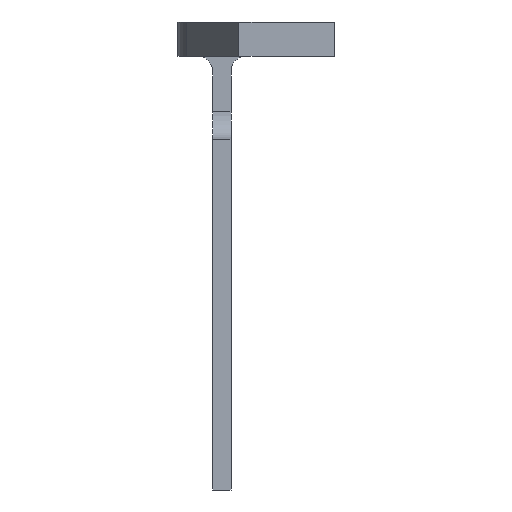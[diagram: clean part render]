
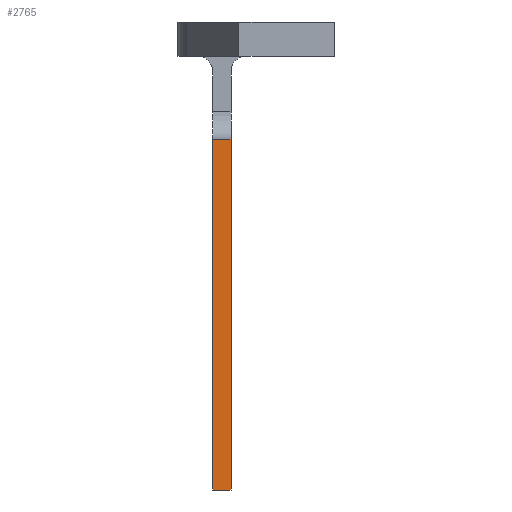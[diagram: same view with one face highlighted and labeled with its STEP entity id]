
A CAD part, left-side view. The second image highlights one B-rep face of the part: STEP entity #2765.
In plain terms, the highlighted planar face has unit normal (-1, 0, 0).
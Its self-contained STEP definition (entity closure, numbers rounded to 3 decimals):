
#1468 = PLANE('',#1469);
#1469 = AXIS2_PLACEMENT_3D('',#1470,#1471,#1472);
#1470 = CARTESIAN_POINT('',(-108.5,23.575,30.925));
#1471 = DIRECTION('',(0.,-1.,0.));
#1472 = DIRECTION('',(0.,0.,-1.));
#1630 = PLANE('',#1631);
#1631 = AXIS2_PLACEMENT_3D('',#1632,#1633,#1634);
#1632 = CARTESIAN_POINT('',(-108.5,24.925,30.925));
#1633 = DIRECTION('',(0.,-1.,0.));
#1634 = DIRECTION('',(0.,0.,-1.));
#2252 = VERTEX_POINT('',#2253);
#2253 = CARTESIAN_POINT('',(-158.5,23.575,25.948));
#2266 = PLANE('',#2267);
#2267 = AXIS2_PLACEMENT_3D('',#2268,#2269,#2270);
#2268 = CARTESIAN_POINT('',(-157.8,30.,25.948));
#2269 = DIRECTION('',(0.,0.,-1.));
#2270 = DIRECTION('',(-1.,0.,0.));
#2277 = EDGE_CURVE('',#2252,#2278,#2280,.T.);
#2278 = VERTEX_POINT('',#2279);
#2279 = CARTESIAN_POINT('',(-158.5,23.575,0.3));
#2280 = SURFACE_CURVE('',#2281,(#2285,#2292),.PCURVE_S1.);
#2281 = LINE('',#2282,#2283);
#2282 = CARTESIAN_POINT('',(-158.5,23.575,30.925));
#2283 = VECTOR('',#2284,1.);
#2284 = DIRECTION('',(0.,0.,-1.));
#2285 = PCURVE('',#1468,#2286);
#2286 = DEFINITIONAL_REPRESENTATION('',(#2287),#2291);
#2287 = LINE('',#2288,#2289);
#2288 = CARTESIAN_POINT('',(0.,-50.));
#2289 = VECTOR('',#2290,1.);
#2290 = DIRECTION('',(1.,0.));
#2291 = ( GEOMETRIC_REPRESENTATION_CONTEXT(2) 
PARAMETRIC_REPRESENTATION_CONTEXT() REPRESENTATION_CONTEXT('2D SPACE',''
  ) );
#2292 = PCURVE('',#2293,#2298);
#2293 = PLANE('',#2294);
#2294 = AXIS2_PLACEMENT_3D('',#2295,#2296,#2297);
#2295 = CARTESIAN_POINT('',(-158.5,24.25,17.152));
#2296 = DIRECTION('',(1.,0.,0.));
#2297 = DIRECTION('',(0.,1.,0.));
#2298 = DEFINITIONAL_REPRESENTATION('',(#2299),#2303);
#2299 = LINE('',#2300,#2301);
#2300 = CARTESIAN_POINT('',(-0.675,13.773));
#2301 = VECTOR('',#2302,1.);
#2302 = DIRECTION('',(0.,-1.));
#2303 = ( GEOMETRIC_REPRESENTATION_CONTEXT(2) 
PARAMETRIC_REPRESENTATION_CONTEXT() REPRESENTATION_CONTEXT('2D SPACE',''
  ) );
#2321 = PLANE('',#2322);
#2322 = AXIS2_PLACEMENT_3D('',#2323,#2324,#2325);
#2323 = CARTESIAN_POINT('',(-108.5,24.925,0.3));
#2324 = DIRECTION('',(0.,0.,1.));
#2325 = DIRECTION('',(0.,-1.,0.));
#2524 = VERTEX_POINT('',#2525);
#2525 = CARTESIAN_POINT('',(-158.5,24.925,25.948));
#2544 = EDGE_CURVE('',#2524,#2545,#2547,.T.);
#2545 = VERTEX_POINT('',#2546);
#2546 = CARTESIAN_POINT('',(-158.5,24.925,0.3));
#2547 = SURFACE_CURVE('',#2548,(#2552,#2559),.PCURVE_S1.);
#2548 = LINE('',#2549,#2550);
#2549 = CARTESIAN_POINT('',(-158.5,24.925,30.925));
#2550 = VECTOR('',#2551,1.);
#2551 = DIRECTION('',(0.,0.,-1.));
#2552 = PCURVE('',#1630,#2553);
#2553 = DEFINITIONAL_REPRESENTATION('',(#2554),#2558);
#2554 = LINE('',#2555,#2556);
#2555 = CARTESIAN_POINT('',(0.,-50.));
#2556 = VECTOR('',#2557,1.);
#2557 = DIRECTION('',(1.,0.));
#2558 = ( GEOMETRIC_REPRESENTATION_CONTEXT(2) 
PARAMETRIC_REPRESENTATION_CONTEXT() REPRESENTATION_CONTEXT('2D SPACE',''
  ) );
#2559 = PCURVE('',#2293,#2560);
#2560 = DEFINITIONAL_REPRESENTATION('',(#2561),#2565);
#2561 = LINE('',#2562,#2563);
#2562 = CARTESIAN_POINT('',(0.675,13.773));
#2563 = VECTOR('',#2564,1.);
#2564 = DIRECTION('',(0.,-1.));
#2565 = ( GEOMETRIC_REPRESENTATION_CONTEXT(2) 
PARAMETRIC_REPRESENTATION_CONTEXT() REPRESENTATION_CONTEXT('2D SPACE',''
  ) );
#2743 = EDGE_CURVE('',#2545,#2278,#2744,.T.);
#2744 = SURFACE_CURVE('',#2745,(#2749,#2756),.PCURVE_S1.);
#2745 = LINE('',#2746,#2747);
#2746 = CARTESIAN_POINT('',(-158.5,24.925,0.3));
#2747 = VECTOR('',#2748,1.);
#2748 = DIRECTION('',(0.,-1.,0.));
#2749 = PCURVE('',#2321,#2750);
#2750 = DEFINITIONAL_REPRESENTATION('',(#2751),#2755);
#2751 = LINE('',#2752,#2753);
#2752 = CARTESIAN_POINT('',(0.,-50.));
#2753 = VECTOR('',#2754,1.);
#2754 = DIRECTION('',(1.,0.));
#2755 = ( GEOMETRIC_REPRESENTATION_CONTEXT(2) 
PARAMETRIC_REPRESENTATION_CONTEXT() REPRESENTATION_CONTEXT('2D SPACE',''
  ) );
#2756 = PCURVE('',#2293,#2757);
#2757 = DEFINITIONAL_REPRESENTATION('',(#2758),#2762);
#2758 = LINE('',#2759,#2760);
#2759 = CARTESIAN_POINT('',(0.675,-16.852));
#2760 = VECTOR('',#2761,1.);
#2761 = DIRECTION('',(-1.,0.));
#2762 = ( GEOMETRIC_REPRESENTATION_CONTEXT(2) 
PARAMETRIC_REPRESENTATION_CONTEXT() REPRESENTATION_CONTEXT('2D SPACE',''
  ) );
#2765 = ADVANCED_FACE('',(#2766),#2293,.F.);
#2766 = FACE_BOUND('',#2767,.F.);
#2767 = EDGE_LOOP('',(#2768,#2787,#2788,#2789));
#2768 = ORIENTED_EDGE('',*,*,#2769,.F.);
#2769 = EDGE_CURVE('',#2252,#2524,#2770,.T.);
#2770 = SURFACE_CURVE('',#2771,(#2775,#2781),.PCURVE_S1.);
#2771 = LINE('',#2772,#2773);
#2772 = CARTESIAN_POINT('',(-158.5,27.125,25.948));
#2773 = VECTOR('',#2774,1.);
#2774 = DIRECTION('',(0.,1.,0.));
#2775 = PCURVE('',#2293,#2776);
#2776 = DEFINITIONAL_REPRESENTATION('',(#2777),#2780);
#2777 = B_SPLINE_CURVE_WITH_KNOTS('',1,(#2778,#2779),.UNSPECIFIED.,.F.,
  .F.,(2,2),(-4.625,-1.125),.PIECEWISE_BEZIER_KNOTS.);
#2778 = CARTESIAN_POINT('',(-1.75,8.796));
#2779 = CARTESIAN_POINT('',(1.75,8.796));
#2780 = ( GEOMETRIC_REPRESENTATION_CONTEXT(2) 
PARAMETRIC_REPRESENTATION_CONTEXT() REPRESENTATION_CONTEXT('2D SPACE',''
  ) );
#2781 = PCURVE('',#2266,#2782);
#2782 = DEFINITIONAL_REPRESENTATION('',(#2783),#2786);
#2783 = B_SPLINE_CURVE_WITH_KNOTS('',1,(#2784,#2785),.UNSPECIFIED.,.F.,
  .F.,(2,2),(-4.625,-1.125),.PIECEWISE_BEZIER_KNOTS.);
#2784 = CARTESIAN_POINT('',(0.7,-7.5));
#2785 = CARTESIAN_POINT('',(0.7,-4.));
#2786 = ( GEOMETRIC_REPRESENTATION_CONTEXT(2) 
PARAMETRIC_REPRESENTATION_CONTEXT() REPRESENTATION_CONTEXT('2D SPACE',''
  ) );
#2787 = ORIENTED_EDGE('',*,*,#2277,.T.);
#2788 = ORIENTED_EDGE('',*,*,#2743,.F.);
#2789 = ORIENTED_EDGE('',*,*,#2544,.F.);
